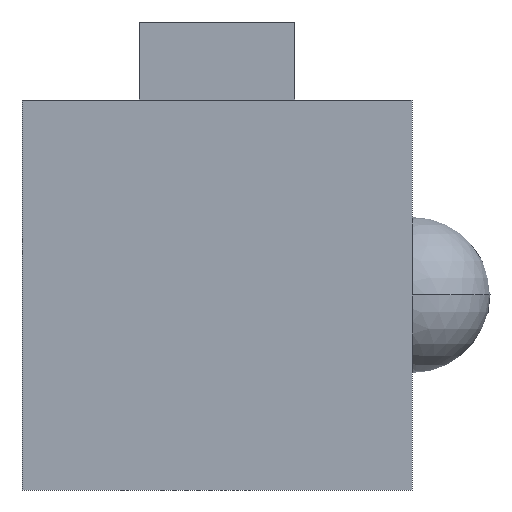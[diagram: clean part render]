
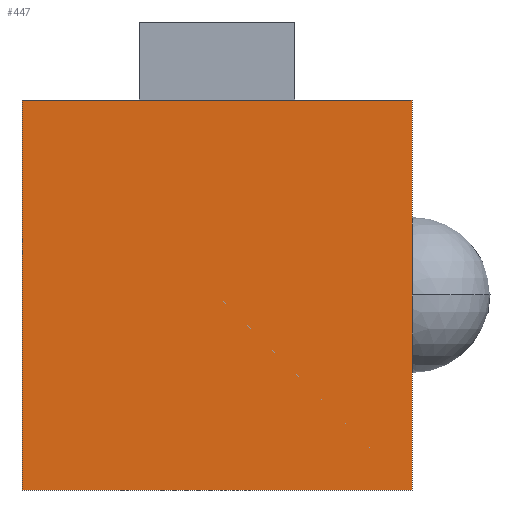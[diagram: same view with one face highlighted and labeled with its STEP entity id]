
A CAD part, front view. The second image highlights one B-rep face of the part: STEP entity #447.
In plain terms, the highlighted planar face has unit normal (0, -1, 0).
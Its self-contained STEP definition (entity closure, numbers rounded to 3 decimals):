
#3 = CARTESIAN_POINT ( 'NONE',  ( -25., 0., -25. ) ) ;
#5 = ORIENTED_EDGE ( 'NONE', *, *, #431, .F. ) ;
#15 = VECTOR ( 'NONE', #275, 1000. ) ;
#22 = CARTESIAN_POINT ( 'NONE',  ( 25., 0., 25. ) ) ;
#25 = VECTOR ( 'NONE', #70, 1000. ) ;
#70 = DIRECTION ( 'NONE',  ( 0., 0., -1. ) ) ;
#77 = VECTOR ( 'NONE', #414, 1000. ) ;
#80 = CARTESIAN_POINT ( 'NONE',  ( -25., 0., 25. ) ) ;
#86 = ORIENTED_EDGE ( 'NONE', *, *, #381, .F. ) ;
#132 = LINE ( 'NONE', #403, #77 ) ;
#143 = VERTEX_POINT ( 'NONE', #299 ) ;
#149 = LINE ( 'NONE', #445, #15 ) ;
#161 = ORIENTED_EDGE ( 'NONE', *, *, #286, .F. ) ;
#174 = FACE_OUTER_BOUND ( 'NONE', #457, .T. ) ;
#204 = AXIS2_PLACEMENT_3D ( 'NONE', #309, #492, #533 ) ;
#217 = LINE ( 'NONE', #3, #382 ) ;
#223 = VERTEX_POINT ( 'NONE', #80 ) ;
#235 = LINE ( 'NONE', #456, #25 ) ;
#239 = EDGE_CURVE ( 'NONE', #223, #572, #132, .T. ) ;
#273 = VERTEX_POINT ( 'NONE', #279 ) ;
#275 = DIRECTION ( 'NONE',  ( 0., 0., 1. ) ) ;
#279 = CARTESIAN_POINT ( 'NONE',  ( 25., 0., -25. ) ) ;
#286 = EDGE_CURVE ( 'NONE', #143, #223, #149, .T. ) ;
#299 = CARTESIAN_POINT ( 'NONE',  ( -25., 0., -25. ) ) ;
#309 = CARTESIAN_POINT ( 'NONE',  ( 0., 0., 0. ) ) ;
#381 = EDGE_CURVE ( 'NONE', #572, #273, #235, .T. ) ;
#382 = VECTOR ( 'NONE', #397, 1000. ) ;
#397 = DIRECTION ( 'NONE',  ( -1., 0., 0. ) ) ;
#403 = CARTESIAN_POINT ( 'NONE',  ( -25., 0., 25. ) ) ;
#414 = DIRECTION ( 'NONE',  ( 1., 0., 0. ) ) ;
#431 = EDGE_CURVE ( 'NONE', #273, #143, #217, .T. ) ;
#435 = ORIENTED_EDGE ( 'NONE', *, *, #239, .F. ) ;
#445 = CARTESIAN_POINT ( 'NONE',  ( -25., 0., -25. ) ) ;
#447 = ADVANCED_FACE ( 'NONE', ( #174 ), #569, .F. ) ;
#456 = CARTESIAN_POINT ( 'NONE',  ( 25., 0., -25. ) ) ;
#457 = EDGE_LOOP ( 'NONE', ( #86, #435, #161, #5 ) ) ;
#492 = DIRECTION ( 'NONE',  ( 0., 1., 0. ) ) ;
#533 = DIRECTION ( 'NONE',  ( 0., 0., 1. ) ) ;
#569 = PLANE ( 'NONE',  #204 ) ;
#572 = VERTEX_POINT ( 'NONE', #22 ) ;
